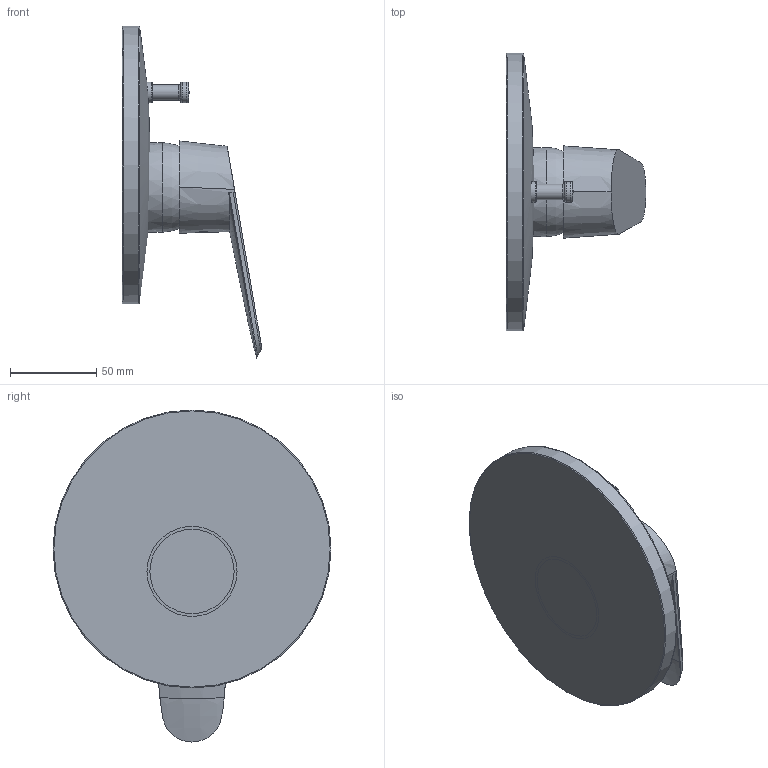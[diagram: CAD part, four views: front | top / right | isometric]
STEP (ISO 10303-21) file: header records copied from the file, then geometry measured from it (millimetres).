
FILE_DESCRIPTION(/* description */ ('Unknown'),/* implementation_level */ '2;1');
FILE_NAME(/* name */ '19548002',/* time_stamp */ '2022-09-08T15:47:30+02:00',/* author */ ('Unknown'),/* organization */ ('GROHE AG'),/* preprocessor_version */ 'ST-DEVELOPER v16.7',/* originating_system */ 'DEX',/* authorisation */ $);
FILE_SCHEMA (('AUTOMOTIVE_DESIGN {1 0 10303 214 3 1 1}'));
Length unit declared in the file: millimetre
Products named in the file (3): 19548002; id62
Assembly tree (2 placements, depth 2):
  19548002
    19548002
    id62
Bounding box: 80.87 x 160.98 x 192.27 mm (x, y, z)
Volume: 284135 mm3; surface area: 122570.8 mm2
Topology: 3 solids, 8 shells, 82 faces, 234 edges, 163 vertices
Faces by surface type: bspline 22, plane 19, cylinder 14, cone 11, sphere 9, torus 7
Full cylindrical faces by diameter (mm): 6.647 x1, 6.9 x1, 9 x1, 10 x2, 12 x3
Entity records: 5402 total; most frequent: CARTESIAN_POINT 3439, ORIENTED_EDGE 390, DIRECTION 246, EDGE_CURVE 197, VERTEX_POINT 149, B_SPLINE_CURVE_WITH_KNOTS 130, EDGE_LOOP 120, FACE_BOUND 120
